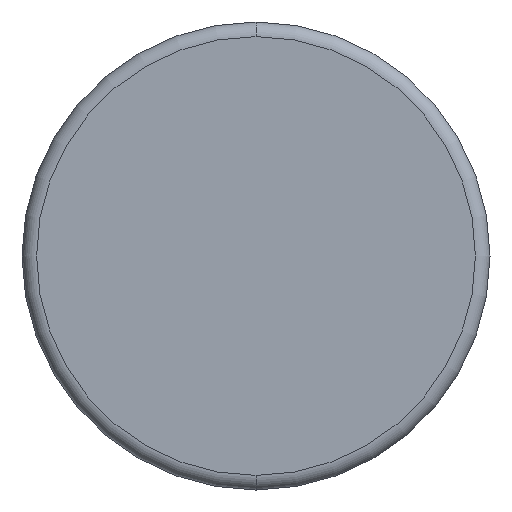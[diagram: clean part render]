
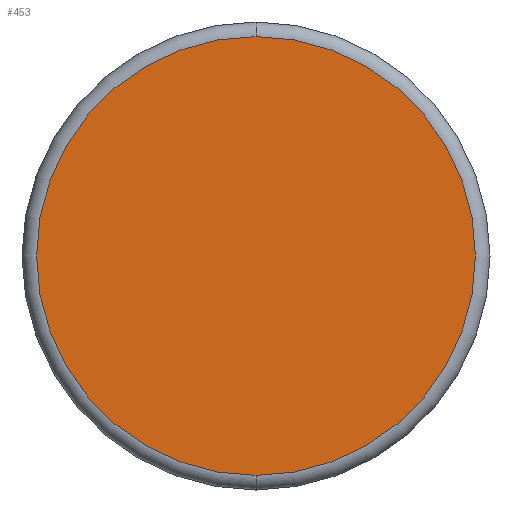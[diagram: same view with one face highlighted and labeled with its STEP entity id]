
A CAD part, front view. The second image highlights one B-rep face of the part: STEP entity #453.
In plain terms, the highlighted planar face has unit normal (0, -1, 0).
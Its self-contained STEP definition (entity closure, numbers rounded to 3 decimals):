
#352=CARTESIAN_POINT('',(0.0,-23.0,-7.5));
#353=VERTEX_POINT('',#352);
#363=CARTESIAN_POINT('',(0.,-23.0,7.5));
#364=VERTEX_POINT('',#363);
#365=CARTESIAN_POINT('',(0.0,-23.0,0.0));
#366=DIRECTION('',(0.0,1.0,0.0));
#367=DIRECTION('',(-1.0,0.0,0.0));
#368=AXIS2_PLACEMENT_3D('',#365,#366,#367);
#369=CIRCLE('',#368,7.5);
#370=EDGE_CURVE('',#353,#364,#369,.T.);
#405=CARTESIAN_POINT('',(7.5,-23.0,0.0));
#406=VERTEX_POINT('',#405);
#407=CARTESIAN_POINT('',(0.0,-23.0,0.0));
#408=DIRECTION('',(0.0,1.0,0.0));
#409=DIRECTION('',(-1.0,0.0,0.0));
#410=AXIS2_PLACEMENT_3D('',#407,#408,#409);
#411=CIRCLE('',#410,7.5);
#412=EDGE_CURVE('',#364,#406,#411,.T.);
#414=CARTESIAN_POINT('',(0.0,-23.0,0.0));
#415=DIRECTION('',(0.0,1.0,0.0));
#416=DIRECTION('',(-1.0,0.0,0.0));
#417=AXIS2_PLACEMENT_3D('',#414,#415,#416);
#418=CIRCLE('',#417,7.5);
#419=EDGE_CURVE('',#406,#353,#418,.T.);
#443=CARTESIAN_POINT('',(0.,-23.0,0.));
#444=DIRECTION('',(0.0,-1.0,0.0));
#445=DIRECTION('',(0.0,0.0,-1.0));
#446=AXIS2_PLACEMENT_3D('',#443,#444,#445);
#447=PLANE('',#446);
#448=ORIENTED_EDGE('',*,*,#419,.F.);
#449=ORIENTED_EDGE('',*,*,#412,.F.);
#450=ORIENTED_EDGE('',*,*,#370,.F.);
#451=EDGE_LOOP('',(#448,#449,#450));
#452=FACE_OUTER_BOUND('',#451,.T.);
#453=ADVANCED_FACE('',(#452),#447,.T.);
